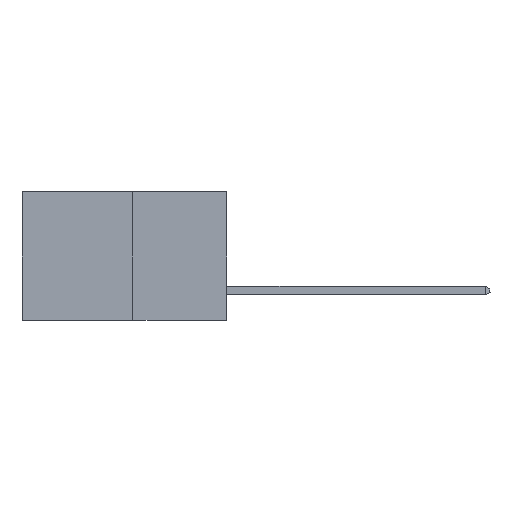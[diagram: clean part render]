
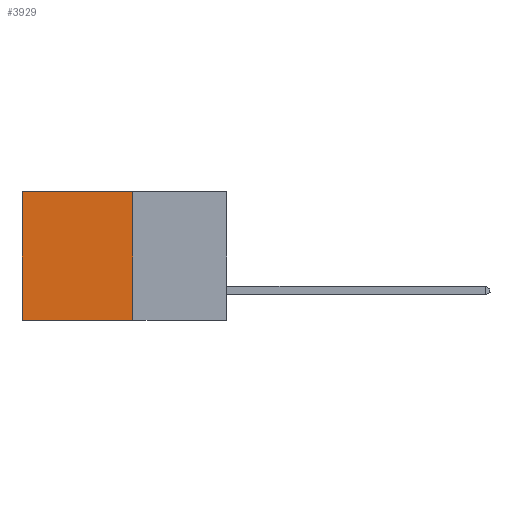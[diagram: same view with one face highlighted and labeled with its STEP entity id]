
A CAD part, left-side view. The second image highlights one B-rep face of the part: STEP entity #3929.
In plain terms, the highlighted planar face has unit normal (-1, 0, 0).
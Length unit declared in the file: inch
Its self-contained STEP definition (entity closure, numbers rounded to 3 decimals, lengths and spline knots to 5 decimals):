
#577 = LINE ( 'NONE', #17231, #11755 ) ;
#1258 = VERTEX_POINT ( 'NONE', #3178 ) ;
#1322 = LINE ( 'NONE', #12610, #8601 ) ;
#1465 = DIRECTION ( 'NONE',  ( 1., 0., 0. ) ) ;
#2923 = CARTESIAN_POINT ( 'NONE',  ( 0.277, 0.27, -0.37 ) ) ;
#3178 = CARTESIAN_POINT ( 'NONE',  ( 0.277, 0.59, 0. ) ) ;
#3352 = DIRECTION ( 'NONE',  ( 0., 1., 0. ) ) ;
#3398 = CARTESIAN_POINT ( 'NONE',  ( 0.277, 0.27, 0. ) ) ;
#3830 = VERTEX_POINT ( 'NONE', #10535 ) ;
#3929 = ADVANCED_FACE ( 'NONE', ( #11095 ), #8999, .F. ) ;
#4838 = VERTEX_POINT ( 'NONE', #5435 ) ;
#5435 = CARTESIAN_POINT ( 'NONE',  ( 0.277, 0.27, 0. ) ) ;
#6806 = EDGE_CURVE ( 'NONE', #1258, #3830, #577, .T. ) ;
#7953 = VECTOR ( 'NONE', #3352, 39.37008 ) ;
#8601 = VECTOR ( 'NONE', #14077, 39.37008 ) ;
#8999 = PLANE ( 'NONE',  #16642 ) ;
#10320 = EDGE_CURVE ( 'NONE', #4838, #1258, #11402, .T. ) ;
#10535 = CARTESIAN_POINT ( 'NONE',  ( 0.277, 0.59, -0.37 ) ) ;
#11028 = ORIENTED_EDGE ( 'NONE', *, *, #12184, .F. ) ;
#11095 = FACE_OUTER_BOUND ( 'NONE', #15376, .T. ) ;
#11125 = ORIENTED_EDGE ( 'NONE', *, *, #15862, .F. ) ;
#11284 = DIRECTION ( 'NONE',  ( 0., 0., -1. ) ) ;
#11402 = LINE ( 'NONE', #3398, #7953 ) ;
#11755 = VECTOR ( 'NONE', #17265, 39.37008 ) ;
#12184 = EDGE_CURVE ( 'NONE', #4838, #16079, #12600, .T. ) ;
#12600 = LINE ( 'NONE', #18319, #13054 ) ;
#12610 = CARTESIAN_POINT ( 'NONE',  ( 0.277, 0.27, -0.37 ) ) ;
#12770 = ORIENTED_EDGE ( 'NONE', *, *, #6806, .T. ) ;
#13054 = VECTOR ( 'NONE', #11284, 39.37008 ) ;
#13680 = DIRECTION ( 'NONE',  ( 0., 0., -1. ) ) ;
#14077 = DIRECTION ( 'NONE',  ( 0., 1., 0. ) ) ;
#15376 = EDGE_LOOP ( 'NONE', ( #12770, #11125, #11028, #16716 ) ) ;
#15862 = EDGE_CURVE ( 'NONE', #16079, #3830, #1322, .T. ) ;
#15969 = CARTESIAN_POINT ( 'NONE',  ( 0.277, 0.27, -0.37 ) ) ;
#16079 = VERTEX_POINT ( 'NONE', #2923 ) ;
#16642 = AXIS2_PLACEMENT_3D ( 'NONE', #15969, #1465, #13680 ) ;
#16716 = ORIENTED_EDGE ( 'NONE', *, *, #10320, .T. ) ;
#17231 = CARTESIAN_POINT ( 'NONE',  ( 0.277, 0.59, -0.37 ) ) ;
#17265 = DIRECTION ( 'NONE',  ( 0., 0., -1. ) ) ;
#18319 = CARTESIAN_POINT ( 'NONE',  ( 0.277, 0.27, -0.37 ) ) ;
